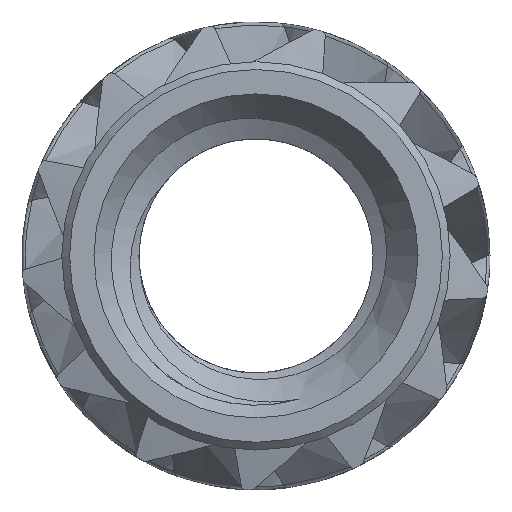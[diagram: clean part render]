
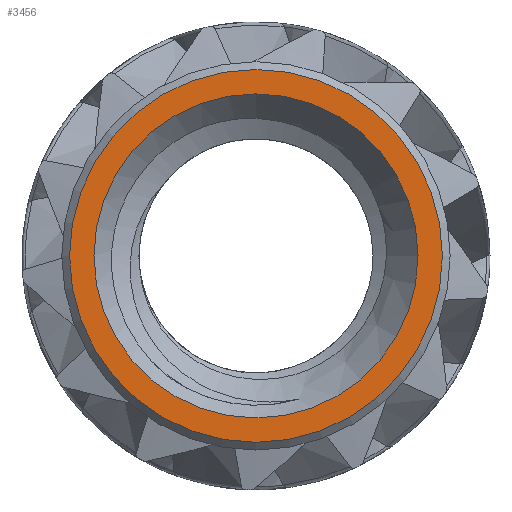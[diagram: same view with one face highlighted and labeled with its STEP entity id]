
A CAD part, front view. The second image highlights one B-rep face of the part: STEP entity #3456.
In plain terms, the highlighted planar face has unit normal (0, -1, 0).
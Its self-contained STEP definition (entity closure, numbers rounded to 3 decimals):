
#16=FACE_BOUND('',#883,.T.);
#18=PLANE('',#3728);
#690=FACE_OUTER_BOUND('',#882,.T.);
#882=EDGE_LOOP('',(#3178));
#883=EDGE_LOOP('',(#3179));
#891=CIRCLE('',#3494,1.627);
#914=CIRCLE('',#3525,1.872);
#1200=VERTEX_POINT('',#5054);
#1219=VERTEX_POINT('',#5271);
#1586=EDGE_CURVE('',#1200,#1200,#891,.T.);
#1618=EDGE_CURVE('',#1219,#1219,#914,.T.);
#3178=ORIENTED_EDGE('',*,*,#1618,.T.);
#3179=ORIENTED_EDGE('',*,*,#1586,.F.);
#3456=ADVANCED_FACE('',(#690,#16),#18,.T.);
#3494=AXIS2_PLACEMENT_3D('',#5056,#3788,#3789);
#3525=AXIS2_PLACEMENT_3D('',#5273,#3853,#3854);
#3728=AXIS2_PLACEMENT_3D('',#15591,#4291,#4292);
#3788=DIRECTION('center_axis',(0.,-1.,0.));
#3789=DIRECTION('ref_axis',(0.,0.,-1.));
#3853=DIRECTION('center_axis',(0.,-1.,0.));
#3854=DIRECTION('ref_axis',(1.,0.,0.));
#4291=DIRECTION('center_axis',(0.,-1.,0.));
#4292=DIRECTION('ref_axis',(1.,0.,0.));
#5054=CARTESIAN_POINT('',(0.,-2.15,1.627));
#5056=CARTESIAN_POINT('Origin',(0.,-2.15,0.));
#5271=CARTESIAN_POINT('',(1.872,-2.15,0.));
#5273=CARTESIAN_POINT('Origin',(0.,-2.15,0.));
#15591=CARTESIAN_POINT('Origin',(1.95,-2.15,0.));
